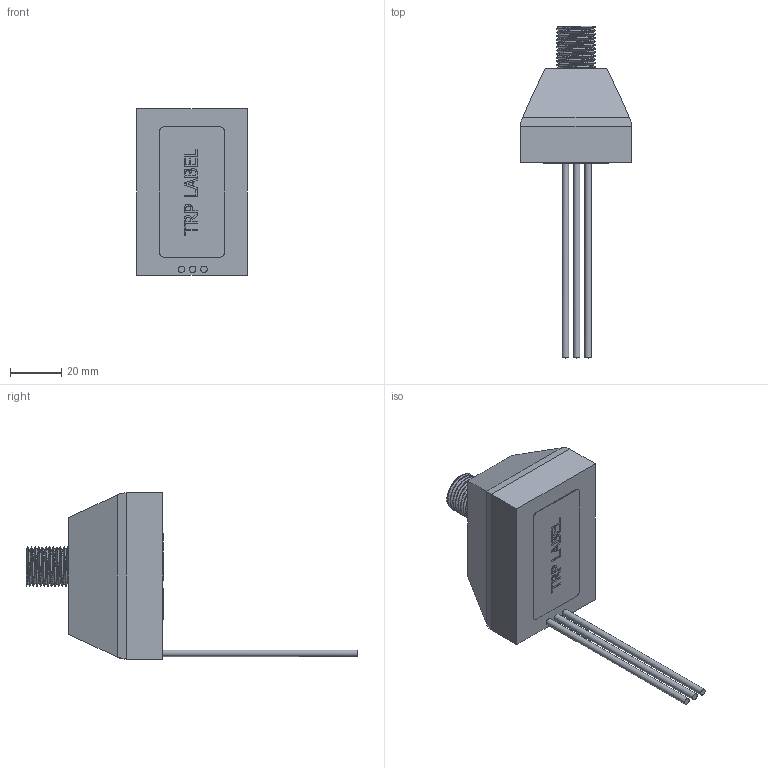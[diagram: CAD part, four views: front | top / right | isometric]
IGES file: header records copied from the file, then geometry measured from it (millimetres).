
Global section: file name: hlpc-120; native system: Autodesk Inventor 2015; preprocessor: unknown; author: jon.dalsanto; date: 20150119.160054; units: inch
Bounding box: 43.18 x 129.29 x 64.77 mm (x, y, z)
Volume: 87488.9 mm3; surface area: 16016.8 mm2
Topology: 2 solids, 2 shells, 153 faces, 400 edges, 268 vertices
Faces by surface type: bspline 153
